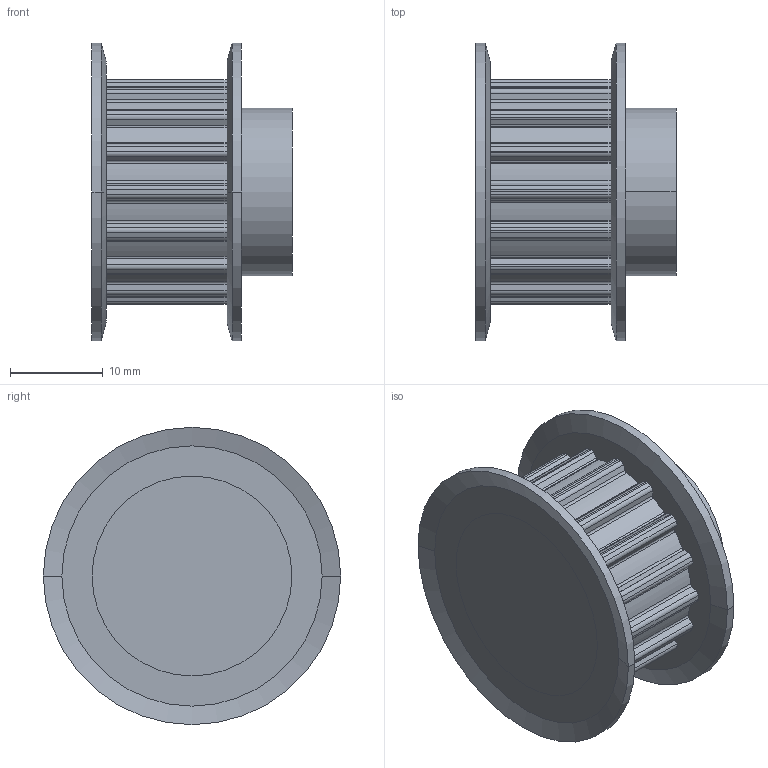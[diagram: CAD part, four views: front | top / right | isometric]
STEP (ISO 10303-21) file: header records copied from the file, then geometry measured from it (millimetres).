
FILE_DESCRIPTION(('HOOPS Exchange Step'),'2;1');
FILE_NAME('export-84293964-B30A-412A-8319-52C784A9AC21.stp','2024-01-25T16:40:12+01:00',('Engineering'),('Alibre'),'HOOPS Exchange 2021.0','Alibre','Unknown authorisation');
FILE_SCHEMA( ('AP242_MANAGED_MODEL_BASED_3D_ENGINEERING_MIM_LF {1 0 10303 442 1 1 4 }') );
Length unit declared in the file: millimetre
Products named in the file (3): 6563-1 AT5 Pulley 21-AT5 Z=16 for 10mm wide belts BODY; 6563-2 AT5 Pulley 21-AT5 Z=16 for 10mm wide belts FLANGE; 6563 AT5 Pulley 21-AT5 Z=16 for 10mm wide belts
Assembly tree (3 placements, depth 2):
  6563 AT5 Pulley 21-AT5 Z=16 for 10mm wide belts
    6563-1 AT5 Pulley 21-AT5 Z=16 for 10mm wide belts BODY
    6563-2 AT5 Pulley 21-AT5 Z=16 for 10mm wide belts FLANGE  x2
Bounding box: 21.54 x 32 x 32 mm (x, y, z)
Volume: 8439.9 mm3; surface area: 4596.8 mm2
Topology: 3 solids, 3 shells, 185 faces, 520 edges, 344 vertices
Faces by surface type: cylinder 136, plane 41, cone 8
Entity records: 5969 total; most frequent: DIRECTION 1136, CARTESIAN_POINT 1016, ORIENTED_EDGE 1000, EDGE_CURVE 500, AXIS2_PLACEMENT_3D 452, VERTEX_POINT 332, CIRCLE 268, VECTOR 232
